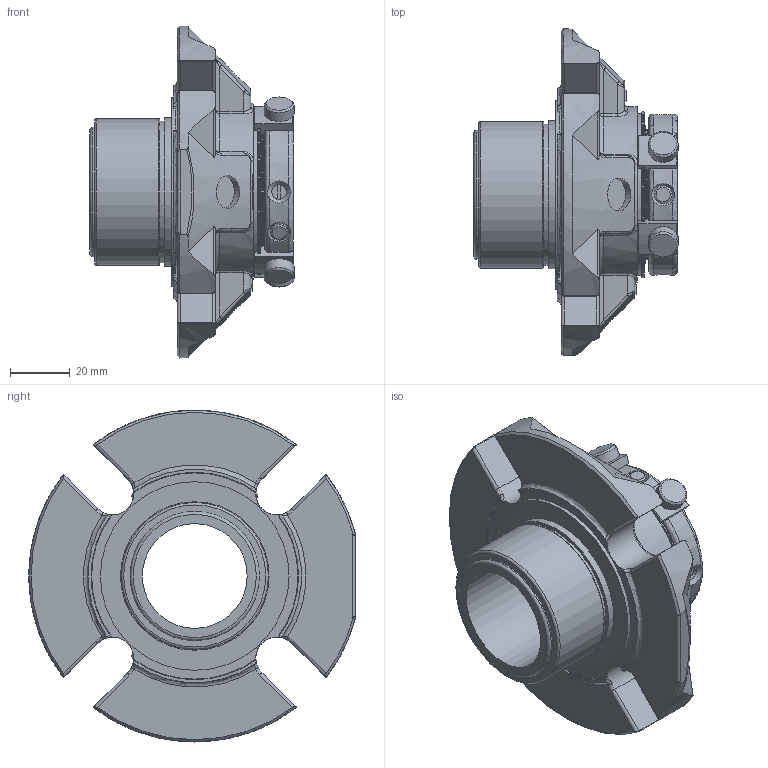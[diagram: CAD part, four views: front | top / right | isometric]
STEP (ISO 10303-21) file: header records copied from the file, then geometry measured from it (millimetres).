
FILE_DESCRIPTION(/* description */ ('Unknown'),/* implementation_level */ '2;1');
FILE_NAME(/* name */ '35MM',/* time_stamp */ '2023-02-14T10:21:58+00:00',/* author */ ('Unknown'),/* organization */ ('Unknown'),/* preprocessor_version */ 'ST-DEVELOPER v16.7',/* originating_system */ 'Solid Edge',/* authorisation */ 'Unknown');
FILE_SCHEMA (('AUTOMOTIVE_DESIGN {1 0 10303 214 3 1 1}'));
Length unit declared in the file: millimetre
Products named in the file (1): 35MM
Bounding box: 68.21 x 109.03 x 110.87 mm (x, y, z)
Volume: 170668.4 mm3; surface area: 42372.6 mm2
Topology: 1 solids, 1 shells, 610 faces, 1567 edges, 994 vertices
Faces by surface type: plane 230, cylinder 162, torus 82, bspline 80, cone 32, sphere 24
Full cylindrical faces by diameter (mm): 2.821 x1, 4.917 x2, 6 x6, 10 x4, 10.998 x3, 35.001 x1, 36.982 x1, 43.18 x1, 43.433 x1, 47.192 x1, 48.971 x1, 49.606 x1, 53.924 x1, 63 x1
Entity records: 25309 total; most frequent: CARTESIAN_POINT 7374, ORIENTED_EDGE 2950, DIRECTION 2621, EDGE_CURVE 1475, AXIS2_PLACEMENT_3D 1046, VERTEX_POINT 960, EDGE_LOOP 707, FACE_BOUND 707
